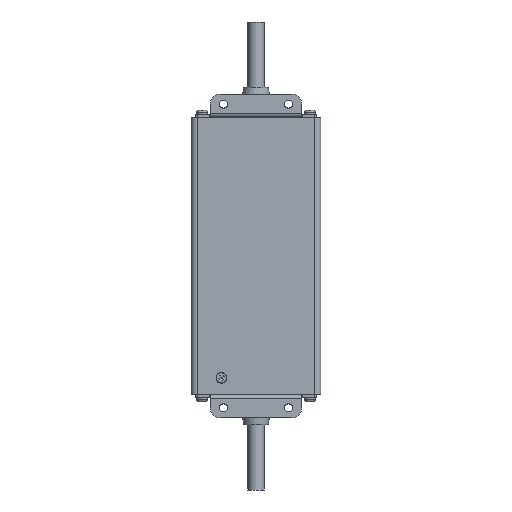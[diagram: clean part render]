
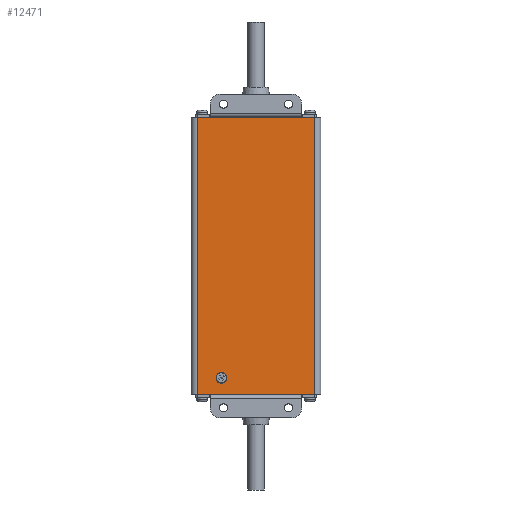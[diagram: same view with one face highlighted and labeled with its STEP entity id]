
A CAD part, front view. The second image highlights one B-rep face of the part: STEP entity #12471.
In plain terms, the highlighted planar face has unit normal (0, -1, 0).
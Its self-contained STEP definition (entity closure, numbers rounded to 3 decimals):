
#363 = EDGE_LOOP ( 'NONE', ( #15615, #2268, #17083, #15208 ) ) ;
#1049 = VECTOR ( 'NONE', #17181, 1000. ) ;
#1485 = CARTESIAN_POINT ( 'NONE',  ( 29.007, -31., 68.25 ) ) ;
#1989 = FACE_BOUND ( 'NONE', #13422, .T. ) ;
#2268 = ORIENTED_EDGE ( 'NONE', *, *, #2689, .T. ) ;
#2557 = VERTEX_POINT ( 'NONE', #4582 ) ;
#2590 = ORIENTED_EDGE ( 'NONE', *, *, #11587, .T. ) ;
#2689 = EDGE_CURVE ( 'NONE', #4475, #17150, #15704, .T. ) ;
#2789 = CARTESIAN_POINT ( 'NONE',  ( -29.007, -31., -68.25 ) ) ;
#2853 = ORIENTED_EDGE ( 'NONE', *, *, #4663, .T. ) ;
#3075 = VECTOR ( 'NONE', #9864, 1000. ) ;
#3392 = DIRECTION ( 'NONE',  ( 0., 1., 0. ) ) ;
#3725 = DIRECTION ( 'NONE',  ( -1., 0., 0. ) ) ;
#3842 = CARTESIAN_POINT ( 'NONE',  ( -17., -31., -60. ) ) ;
#3977 = EDGE_CURVE ( 'NONE', #4475, #14681, #9327, .T. ) ;
#4076 = VECTOR ( 'NONE', #6866, 1000. ) ;
#4275 = CARTESIAN_POINT ( 'NONE',  ( -17., -31., -57.311 ) ) ;
#4327 = EDGE_CURVE ( 'NONE', #14921, #14681, #11949, .T. ) ;
#4475 = VERTEX_POINT ( 'NONE', #9900 ) ;
#4582 = CARTESIAN_POINT ( 'NONE',  ( -17., -31., -62.689 ) ) ;
#4663 = EDGE_CURVE ( 'NONE', #17382, #2557, #12805, .T. ) ;
#4735 = CARTESIAN_POINT ( 'NONE',  ( -29., -31., 68.25 ) ) ;
#6062 = DIRECTION ( 'NONE',  ( 0., 1., 0. ) ) ;
#6693 = DIRECTION ( 'NONE',  ( 0., 0., -1. ) ) ;
#6866 = DIRECTION ( 'NONE',  ( 0., 0., 1. ) ) ;
#7342 = CARTESIAN_POINT ( 'NONE',  ( -17., -31., -60. ) ) ;
#7465 = DIRECTION ( 'NONE',  ( -1., 0., 0. ) ) ;
#8308 = AXIS2_PLACEMENT_3D ( 'NONE', #3842, #15085, #3725 ) ;
#8579 = CIRCLE ( 'NONE', #8308, 2.689 ) ;
#9327 = LINE ( 'NONE', #11646, #1049 ) ;
#9864 = DIRECTION ( 'NONE',  ( 1., 0., 0. ) ) ;
#9900 = CARTESIAN_POINT ( 'NONE',  ( -29.007, -31., 68.25 ) ) ;
#10290 = PLANE ( 'NONE',  #11684 ) ;
#11587 = EDGE_CURVE ( 'NONE', #2557, #17382, #8579, .T. ) ;
#11646 = CARTESIAN_POINT ( 'NONE',  ( -29., -31., 68.25 ) ) ;
#11684 = AXIS2_PLACEMENT_3D ( 'NONE', #4735, #3392, #14497 ) ;
#11949 = LINE ( 'NONE', #12407, #4076 ) ;
#12405 = EDGE_CURVE ( 'NONE', #17150, #14921, #16423, .T. ) ;
#12407 = CARTESIAN_POINT ( 'NONE',  ( 29.007, -31., 68.25 ) ) ;
#12471 = ADVANCED_FACE ( 'NONE', ( #1989, #13565 ), #10290, .F. ) ;
#12805 = CIRCLE ( 'NONE', #15611, 2.689 ) ;
#13422 = EDGE_LOOP ( 'NONE', ( #2590, #2853 ) ) ;
#13565 = FACE_OUTER_BOUND ( 'NONE', #363, .T. ) ;
#14497 = DIRECTION ( 'NONE',  ( -1., 0., 0. ) ) ;
#14681 = VERTEX_POINT ( 'NONE', #1485 ) ;
#14921 = VERTEX_POINT ( 'NONE', #16071 ) ;
#15085 = DIRECTION ( 'NONE',  ( 0., 1., 0. ) ) ;
#15208 = ORIENTED_EDGE ( 'NONE', *, *, #4327, .T. ) ;
#15611 = AXIS2_PLACEMENT_3D ( 'NONE', #7342, #6062, #7465 ) ;
#15615 = ORIENTED_EDGE ( 'NONE', *, *, #3977, .F. ) ;
#15704 = LINE ( 'NONE', #16344, #15933 ) ;
#15933 = VECTOR ( 'NONE', #6693, 1000. ) ;
#16071 = CARTESIAN_POINT ( 'NONE',  ( 29.007, -31., -68.25 ) ) ;
#16344 = CARTESIAN_POINT ( 'NONE',  ( -29.007, -31., 68.25 ) ) ;
#16423 = LINE ( 'NONE', #16846, #3075 ) ;
#16846 = CARTESIAN_POINT ( 'NONE',  ( -29., -31., -68.25 ) ) ;
#17083 = ORIENTED_EDGE ( 'NONE', *, *, #12405, .T. ) ;
#17150 = VERTEX_POINT ( 'NONE', #2789 ) ;
#17181 = DIRECTION ( 'NONE',  ( 1., 0., 0. ) ) ;
#17382 = VERTEX_POINT ( 'NONE', #4275 ) ;
